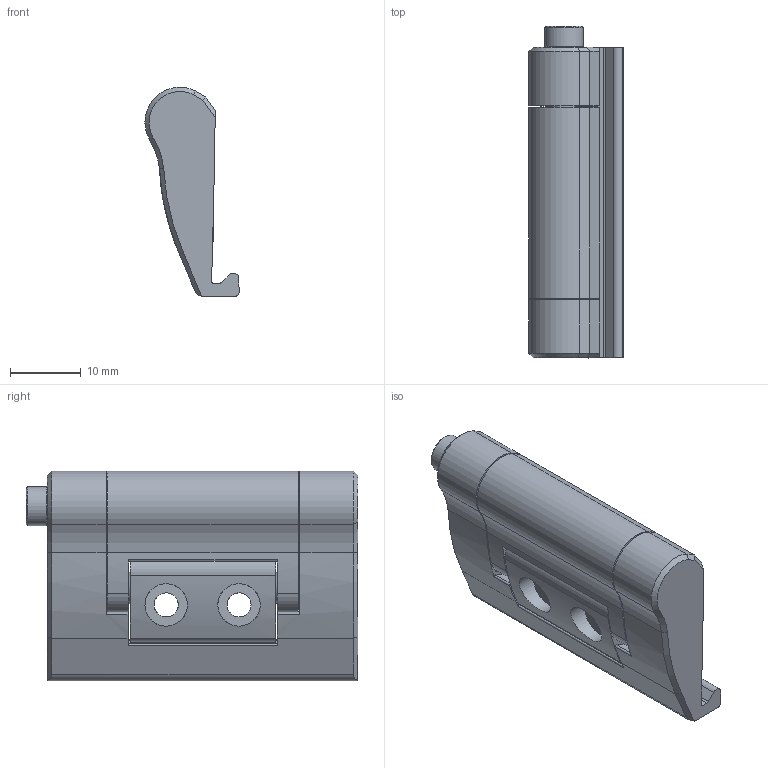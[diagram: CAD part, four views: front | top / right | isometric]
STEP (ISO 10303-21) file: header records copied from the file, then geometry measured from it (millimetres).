
FILE_DESCRIPTION(/* description */ (''),/* implementation_level */ '2;1');
FILE_NAME(/* name */ 'Lid Latch - Screw Hinge (by AdamV3D).step',/* time_stamp */ '2024-04-19T20:06:25+02:00',/* author */ (''),/* organization */ (''),/* preprocessor_version */ 'ST-DEVELOPER v20',/* originating_system */ 'Autodesk Translation Framework v12.20.1.177',/* authorisation */ '');
FILE_SCHEMA (('AUTOMOTIVE_DESIGN { 1 0 10303 214 3 1 1 }'));
Length unit declared in the file: millimetre
Products named in the file (2): V3D Latch With Screw; M3 x 40 SHCS
Assembly tree (1 placements, depth 2):
  V3D Latch With Screw
    M3 x 40 SHCS
Bounding box: 13.32 x 46.9 x 29.63 mm (x, y, z)
Volume: 8352.3 mm3; surface area: 6386.2 mm2
Topology: 4 solids, 4 shells, 222 faces, 554 edges, 365 vertices
Faces by surface type: plane 119, cylinder 67, cone 29, torus 7
Full cylindrical faces by diameter (mm): 2.9 x1, 3 x1, 3.108 x1, 3.4 x4, 5.5 x1, 6 x3
Entity records: 6828 total; most frequent: CARTESIAN_POINT 1308, DIRECTION 1178, ORIENTED_EDGE 1108, EDGE_CURVE 554, AXIS2_PLACEMENT_3D 434, VERTEX_POINT 365, LINE 310, VECTOR 310
